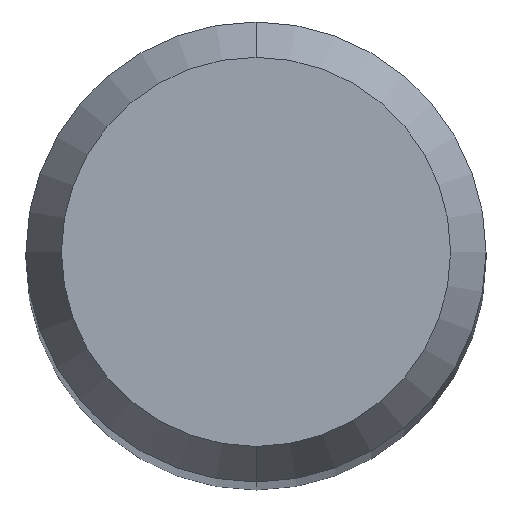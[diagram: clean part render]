
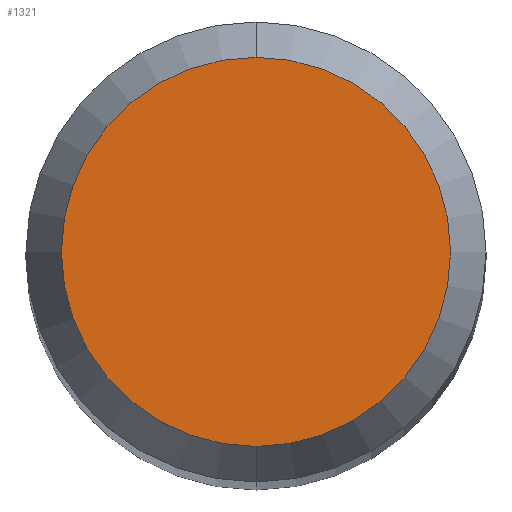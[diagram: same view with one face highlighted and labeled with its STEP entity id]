
A CAD part, top view. The second image highlights one B-rep face of the part: STEP entity #1321.
In plain terms, the highlighted planar face has unit normal (0, 0, 1).
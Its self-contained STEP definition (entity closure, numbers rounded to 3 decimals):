
#519=VERTEX_POINT('',#1472);
#551=EDGE_CURVE('',#1127,#519,#1508,.T.);
#755=EDGE_CURVE('',#519,#1127,#1733,.T.);
#1127=VERTEX_POINT('',#2138);
#1321=ADVANCED_FACE('',(#2345),#2346,.T.);
#1472=CARTESIAN_POINT('',(0.,-2.538,0.0));
#1508=CIRCLE('',#3138,2.538);
#1733=CIRCLE('',#5938,2.538);
#2138=CARTESIAN_POINT('',(0.0,2.538,0.0));
#2345=FACE_OUTER_BOUND('',#10150,.T.);
#2346=PLANE('',#10151);
#3138=AXIS2_PLACEMENT_3D('',#10975,#10976,#10977);
#5938=AXIS2_PLACEMENT_3D('',#11199,#11200,#11201);
#10150=EDGE_LOOP('',(#11775,#11776));
#10151=AXIS2_PLACEMENT_3D('',#11777,#11778,#11779);
#10975=CARTESIAN_POINT('',(0.0,0.0,0.0));
#10976=DIRECTION('',(0.0,0.0,-1.0));
#10977=DIRECTION('',(0.0,1.0,0.0));
#11199=CARTESIAN_POINT('',(0.0,0.0,0.0));
#11200=DIRECTION('',(0.0,0.0,-1.0));
#11201=DIRECTION('',(0.0,1.0,0.0));
#11775=ORIENTED_EDGE('',*,*,#551,.F.);
#11776=ORIENTED_EDGE('',*,*,#755,.F.);
#11777=CARTESIAN_POINT('',(0.0,1.269,0.0));
#11778=DIRECTION('',(-0.0,0.0,1.0));
#11779=DIRECTION('',(0.0,-1.0,0.0));
